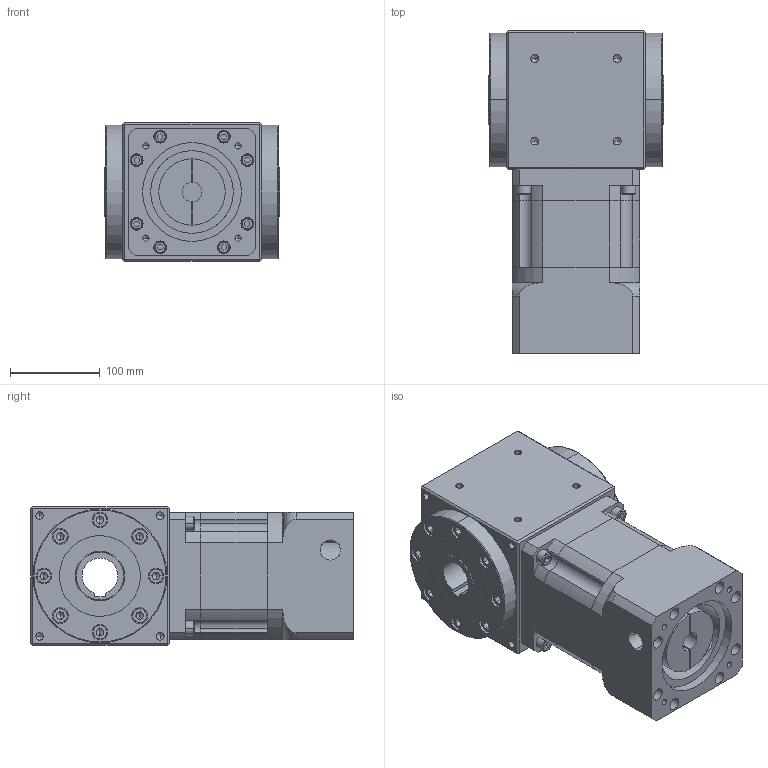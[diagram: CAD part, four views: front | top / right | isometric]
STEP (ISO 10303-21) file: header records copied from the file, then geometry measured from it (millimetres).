
FILE_DESCRIPTION (( 'STEP AP214' ), '1' );
FILE_NAME ('RAM150-L1-XX-H-22-110-145-M8_2019.STEP', '2019-04-10T00:47:53', ( 'Y' ), ( 'NCU' ), 'SwSTEP 2.0', 'SolidWorks 2016', '' );
FILE_SCHEMA (( 'AUTOMOTIVE_DESIGN' ));
Length unit declared in the file: millimetre
Products named in the file (1): RAM150-L1-XX-H-22-110-145-M8_2019
Bounding box: 195 x 359 x 154 mm (x, y, z)
Volume: 7567697 mm3; surface area: 530191.8 mm2
Topology: 4 solids, 20 shells, 864 faces, 2035 edges, 1254 vertices
Faces by surface type: plane 428, cylinder 288, cone 104, torus 44
Entity records: 26058 total; most frequent: CARTESIAN_POINT 4838, DIRECTION 4457, ORIENTED_EDGE 3910, EDGE_CURVE 1955, AXIS2_PLACEMENT_3D 1677, VERTEX_POINT 1254, VECTOR 1103, LINE 1103
